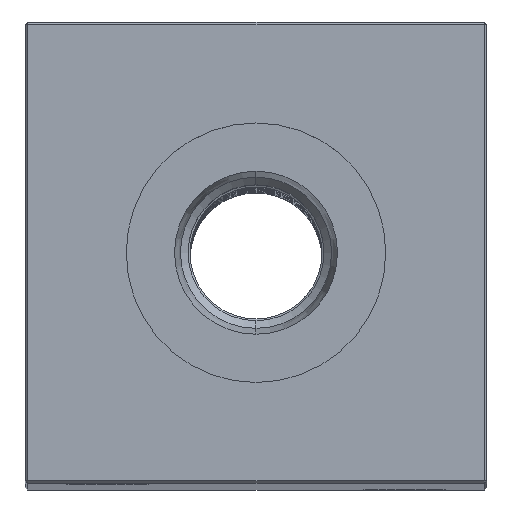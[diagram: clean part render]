
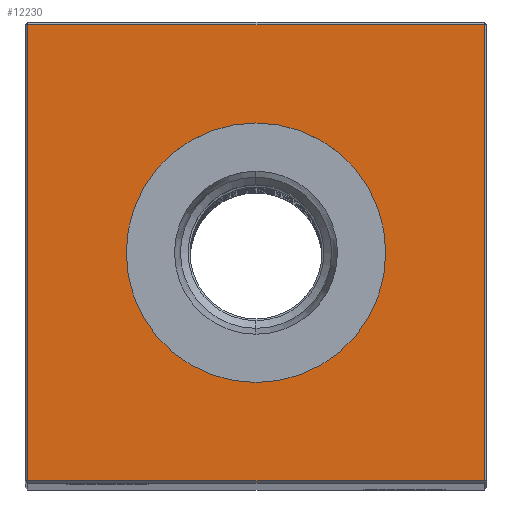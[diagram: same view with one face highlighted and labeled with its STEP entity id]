
A CAD part, top view. The second image highlights one B-rep face of the part: STEP entity #12230.
In plain terms, the highlighted planar face has unit normal (0, 0, 1).
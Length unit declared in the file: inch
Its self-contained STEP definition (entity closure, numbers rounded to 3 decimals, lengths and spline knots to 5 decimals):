
#774 = ORIENTED_EDGE ( 'NONE', *, *, #12157, .T. ) ;
#1450 = CARTESIAN_POINT ( 'NONE',  ( 0., -0.865, 14.25 ) ) ;
#2432 = CARTESIAN_POINT ( 'NONE',  ( 0., 0., 14.25 ) ) ;
#3693 = LINE ( 'NONE', #11352, #20645 ) ;
#3878 = LINE ( 'NONE', #13884, #6897 ) ;
#5799 = VECTOR ( 'NONE', #18288, 39.37008 ) ;
#5917 = CARTESIAN_POINT ( 'NONE',  ( 0.865, 0., 14.25 ) ) ;
#6841 = ORIENTED_EDGE ( 'NONE', *, *, #24169, .T. ) ;
#6897 = VECTOR ( 'NONE', #29285, 39.37008 ) ;
#7170 = FACE_OUTER_BOUND ( 'NONE', #17728, .T. ) ;
#7922 = DIRECTION ( 'NONE',  ( 0., 0., -1. ) ) ;
#8272 = VERTEX_POINT ( 'NONE', #24627 ) ;
#9282 = DIRECTION ( 'NONE',  ( 1., 0., 0. ) ) ;
#9352 = DIRECTION ( 'NONE',  ( 0., 0., -1. ) ) ;
#9441 = VECTOR ( 'NONE', #9282, 39.37008 ) ;
#10923 = DIRECTION ( 'NONE',  ( -1., 0., 0. ) ) ;
#11098 = ORIENTED_EDGE ( 'NONE', *, *, #16859, .T. ) ;
#11352 = CARTESIAN_POINT ( 'NONE',  ( -0.865, 0., 14.25 ) ) ;
#11379 = ORIENTED_EDGE ( 'NONE', *, *, #26751, .T. ) ;
#11413 = CARTESIAN_POINT ( 'NONE',  ( 0., 0., 14.25 ) ) ;
#12157 = EDGE_CURVE ( 'NONE', #25444, #8272, #3693, .T. ) ;
#12230 = ADVANCED_FACE ( 'NONE', ( #7170, #32754 ), #27725, .F. ) ;
#13460 = CIRCLE ( 'NONE', #32155, 0.49213 ) ;
#13884 = CARTESIAN_POINT ( 'NONE',  ( 0., 0.865, 14.25 ) ) ;
#13981 = AXIS2_PLACEMENT_3D ( 'NONE', #11413, #31999, #10923 ) ;
#14391 = ORIENTED_EDGE ( 'NONE', *, *, #21659, .T. ) ;
#14779 = CARTESIAN_POINT ( 'NONE',  ( -0.865, 0.865, 14.25 ) ) ;
#15055 = CARTESIAN_POINT ( 'NONE',  ( 0., -0.49213, 14.25 ) ) ;
#16859 = EDGE_CURVE ( 'NONE', #22066, #28261, #13460, .T. ) ;
#17384 = EDGE_CURVE ( 'NONE', #28547, #25444, #3878, .T. ) ;
#17385 = DIRECTION ( 'NONE',  ( -1., 0., 0. ) ) ;
#17728 = EDGE_LOOP ( 'NONE', ( #774, #6841, #11379, #19505 ) ) ;
#17799 = DIRECTION ( 'NONE',  ( -1., 0., 0. ) ) ;
#18288 = DIRECTION ( 'NONE',  ( 0., 1., 0. ) ) ;
#18625 = LINE ( 'NONE', #5917, #5799 ) ;
#19386 = CARTESIAN_POINT ( 'NONE',  ( 0., 0., 14.25 ) ) ;
#19505 = ORIENTED_EDGE ( 'NONE', *, *, #17384, .T. ) ;
#20645 = VECTOR ( 'NONE', #23741, 39.37008 ) ;
#21659 = EDGE_CURVE ( 'NONE', #28261, #22066, #28394, .T. ) ;
#22066 = VERTEX_POINT ( 'NONE', #29610 ) ;
#23123 = CARTESIAN_POINT ( 'NONE',  ( 0.865, -0.865, 14.25 ) ) ;
#23741 = DIRECTION ( 'NONE',  ( 0., -1., 0. ) ) ;
#24169 = EDGE_CURVE ( 'NONE', #8272, #25568, #32190, .T. ) ;
#24627 = CARTESIAN_POINT ( 'NONE',  ( -0.865, -0.865, 14.25 ) ) ;
#25444 = VERTEX_POINT ( 'NONE', #14779 ) ;
#25568 = VERTEX_POINT ( 'NONE', #23123 ) ;
#26014 = CARTESIAN_POINT ( 'NONE',  ( 0.865, 0.865, 14.25 ) ) ;
#26751 = EDGE_CURVE ( 'NONE', #25568, #28547, #18625, .T. ) ;
#27510 = EDGE_LOOP ( 'NONE', ( #11098, #14391 ) ) ;
#27725 = PLANE ( 'NONE',  #31331 ) ;
#28261 = VERTEX_POINT ( 'NONE', #15055 ) ;
#28394 = CIRCLE ( 'NONE', #13981, 0.49213 ) ;
#28547 = VERTEX_POINT ( 'NONE', #26014 ) ;
#29285 = DIRECTION ( 'NONE',  ( -1., 0., 0. ) ) ;
#29610 = CARTESIAN_POINT ( 'NONE',  ( 0., 0.49213, 14.25 ) ) ;
#31331 = AXIS2_PLACEMENT_3D ( 'NONE', #19386, #9352, #17385 ) ;
#31999 = DIRECTION ( 'NONE',  ( 0., 0., -1. ) ) ;
#32155 = AXIS2_PLACEMENT_3D ( 'NONE', #2432, #7922, #17799 ) ;
#32190 = LINE ( 'NONE', #1450, #9441 ) ;
#32754 = FACE_BOUND ( 'NONE', #27510, .T. ) ;
